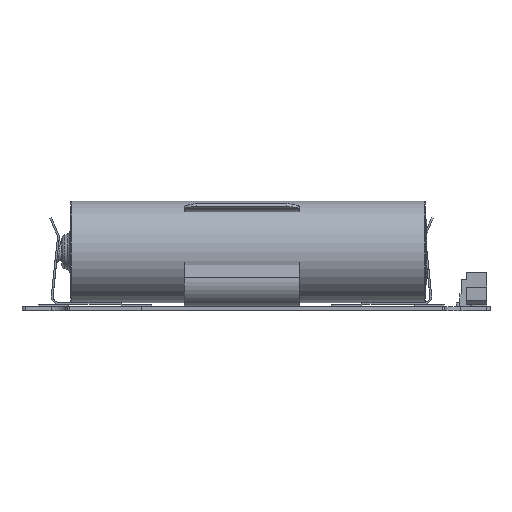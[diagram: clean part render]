
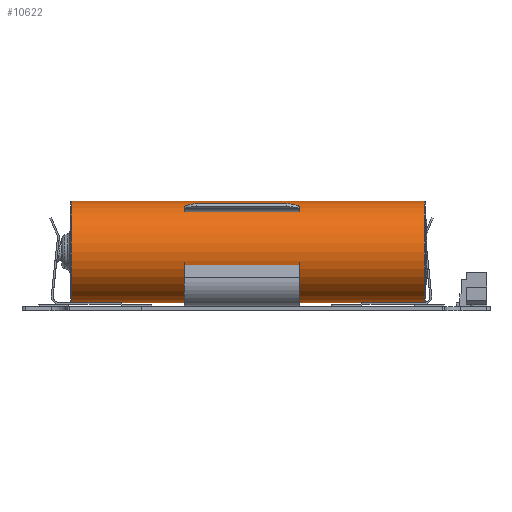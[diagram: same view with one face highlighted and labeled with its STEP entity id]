
A CAD part, left-side view. The second image highlights one B-rep face of the part: STEP entity #10622.
In plain terms, the highlighted cylindrical face has radius 7 mm (diameter 14 mm), a partial arc.
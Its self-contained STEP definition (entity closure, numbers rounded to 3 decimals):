
#9688 = VERTEX_POINT('',#9689);
#9689 = CARTESIAN_POINT('',(0.,0.3,-7.));
#9690 = VERTEX_POINT('',#9691);
#9691 = CARTESIAN_POINT('',(0.,0.3,7.));
#9711 = CYLINDRICAL_SURFACE('',#9712,7.);
#9712 = AXIS2_PLACEMENT_3D('',#9713,#9714,#9715);
#9713 = CARTESIAN_POINT('',(0.,0.,0.));
#9714 = DIRECTION('',(0.,-1.,0.));
#9715 = DIRECTION('',(0.,0.,-1.));
#9740 = TOROIDAL_SURFACE('',#9741,6.9,0.1);
#9741 = AXIS2_PLACEMENT_3D('',#9742,#9743,#9744);
#9742 = CARTESIAN_POINT('',(0.,0.3,0.));
#9743 = DIRECTION('',(0.,-1.,0.));
#9744 = DIRECTION('',(0.,0.,-1.));
#9806 = VERTEX_POINT('',#9807);
#9807 = CARTESIAN_POINT('',(0.,48.95,-7.));
#9808 = VERTEX_POINT('',#9809);
#9809 = CARTESIAN_POINT('',(0.,48.95,7.));
#9836 = EDGE_CURVE('',#9808,#9690,#9837,.T.);
#9837 = SURFACE_CURVE('',#9838,(#9842,#9849),.PCURVE_S1.);
#9838 = LINE('',#9839,#9840);
#9839 = CARTESIAN_POINT('',(0.,0.,7.));
#9840 = VECTOR('',#9841,1.);
#9841 = DIRECTION('',(0.,-1.,0.));
#9842 = PCURVE('',#9711,#9843);
#9843 = DEFINITIONAL_REPRESENTATION('',(#9844),#9848);
#9844 = LINE('',#9845,#9846);
#9845 = CARTESIAN_POINT('',(3.142,0.));
#9846 = VECTOR('',#9847,1.);
#9847 = DIRECTION('',(0.,1.));
#9848 = ( GEOMETRIC_REPRESENTATION_CONTEXT(2) 
PARAMETRIC_REPRESENTATION_CONTEXT() REPRESENTATION_CONTEXT('2D SPACE',''
  ) );
#9849 = PCURVE('',#9850,#9855);
#9850 = CYLINDRICAL_SURFACE('',#9851,7.);
#9851 = AXIS2_PLACEMENT_3D('',#9852,#9853,#9854);
#9852 = CARTESIAN_POINT('',(0.,0.,0.));
#9853 = DIRECTION('',(0.,-1.,0.));
#9854 = DIRECTION('',(0.,0.,-1.));
#9855 = DEFINITIONAL_REPRESENTATION('',(#9856),#9860);
#9856 = LINE('',#9857,#9858);
#9857 = CARTESIAN_POINT('',(3.142,0.));
#9858 = VECTOR('',#9859,1.);
#9859 = DIRECTION('',(0.,1.));
#9860 = ( GEOMETRIC_REPRESENTATION_CONTEXT(2) 
PARAMETRIC_REPRESENTATION_CONTEXT() REPRESENTATION_CONTEXT('2D SPACE',''
  ) );
#9863 = EDGE_CURVE('',#9806,#9688,#9864,.T.);
#9864 = SURFACE_CURVE('',#9865,(#9869,#9876),.PCURVE_S1.);
#9865 = LINE('',#9866,#9867);
#9866 = CARTESIAN_POINT('',(0.,0.,-7.));
#9867 = VECTOR('',#9868,1.);
#9868 = DIRECTION('',(0.,-1.,0.));
#9869 = PCURVE('',#9711,#9870);
#9870 = DEFINITIONAL_REPRESENTATION('',(#9871),#9875);
#9871 = LINE('',#9872,#9873);
#9872 = CARTESIAN_POINT('',(0.,0.));
#9873 = VECTOR('',#9874,1.);
#9874 = DIRECTION('',(0.,1.));
#9875 = ( GEOMETRIC_REPRESENTATION_CONTEXT(2) 
PARAMETRIC_REPRESENTATION_CONTEXT() REPRESENTATION_CONTEXT('2D SPACE',''
  ) );
#9876 = PCURVE('',#9850,#9877);
#9877 = DEFINITIONAL_REPRESENTATION('',(#9878),#9882);
#9878 = LINE('',#9879,#9880);
#9879 = CARTESIAN_POINT('',(6.283,0.));
#9880 = VECTOR('',#9881,1.);
#9881 = DIRECTION('',(0.,1.));
#9882 = ( GEOMETRIC_REPRESENTATION_CONTEXT(2) 
PARAMETRIC_REPRESENTATION_CONTEXT() REPRESENTATION_CONTEXT('2D SPACE',''
  ) );
#9933 = TOROIDAL_SURFACE('',#9934,6.9,0.1);
#9934 = AXIS2_PLACEMENT_3D('',#9935,#9936,#9937);
#9935 = CARTESIAN_POINT('',(0.,48.95,0.));
#9936 = DIRECTION('',(0.,-1.,0.));
#9937 = DIRECTION('',(0.,0.,-1.));
#10601 = EDGE_CURVE('',#9808,#9806,#10602,.T.);
#10602 = SURFACE_CURVE('',#10603,(#10608,#10615),.PCURVE_S1.);
#10603 = CIRCLE('',#10604,7.);
#10604 = AXIS2_PLACEMENT_3D('',#10605,#10606,#10607);
#10605 = CARTESIAN_POINT('',(0.,48.95,0.));
#10606 = DIRECTION('',(0.,-1.,0.));
#10607 = DIRECTION('',(0.,0.,-1.));
#10608 = PCURVE('',#9933,#10609);
#10609 = DEFINITIONAL_REPRESENTATION('',(#10610),#10614);
#10610 = LINE('',#10611,#10612);
#10611 = CARTESIAN_POINT('',(0.,6.283));
#10612 = VECTOR('',#10613,1.);
#10613 = DIRECTION('',(1.,0.));
#10614 = ( GEOMETRIC_REPRESENTATION_CONTEXT(2) 
PARAMETRIC_REPRESENTATION_CONTEXT() REPRESENTATION_CONTEXT('2D SPACE',''
  ) );
#10615 = PCURVE('',#9850,#10616);
#10616 = DEFINITIONAL_REPRESENTATION('',(#10617),#10621);
#10617 = LINE('',#10618,#10619);
#10618 = CARTESIAN_POINT('',(0.,-48.95));
#10619 = VECTOR('',#10620,1.);
#10620 = DIRECTION('',(1.,0.));
#10621 = ( GEOMETRIC_REPRESENTATION_CONTEXT(2) 
PARAMETRIC_REPRESENTATION_CONTEXT() REPRESENTATION_CONTEXT('2D SPACE',''
  ) );
#10622 = ADVANCED_FACE('',(#10623),#9850,.T.);
#10623 = FACE_BOUND('',#10624,.T.);
#10624 = EDGE_LOOP('',(#10625,#10626,#10627,#10628));
#10625 = ORIENTED_EDGE('',*,*,#9836,.F.);
#10626 = ORIENTED_EDGE('',*,*,#10601,.T.);
#10627 = ORIENTED_EDGE('',*,*,#9863,.T.);
#10628 = ORIENTED_EDGE('',*,*,#10629,.F.);
#10629 = EDGE_CURVE('',#9690,#9688,#10630,.T.);
#10630 = SURFACE_CURVE('',#10631,(#10636,#10643),.PCURVE_S1.);
#10631 = CIRCLE('',#10632,7.);
#10632 = AXIS2_PLACEMENT_3D('',#10633,#10634,#10635);
#10633 = CARTESIAN_POINT('',(0.,0.3,0.));
#10634 = DIRECTION('',(0.,-1.,0.));
#10635 = DIRECTION('',(0.,0.,-1.));
#10636 = PCURVE('',#9850,#10637);
#10637 = DEFINITIONAL_REPRESENTATION('',(#10638),#10642);
#10638 = LINE('',#10639,#10640);
#10639 = CARTESIAN_POINT('',(0.,-0.3));
#10640 = VECTOR('',#10641,1.);
#10641 = DIRECTION('',(1.,0.));
#10642 = ( GEOMETRIC_REPRESENTATION_CONTEXT(2) 
PARAMETRIC_REPRESENTATION_CONTEXT() REPRESENTATION_CONTEXT('2D SPACE',''
  ) );
#10643 = PCURVE('',#9740,#10644);
#10644 = DEFINITIONAL_REPRESENTATION('',(#10645),#10649);
#10645 = LINE('',#10646,#10647);
#10646 = CARTESIAN_POINT('',(0.,0.));
#10647 = VECTOR('',#10648,1.);
#10648 = DIRECTION('',(1.,0.));
#10649 = ( GEOMETRIC_REPRESENTATION_CONTEXT(2) 
PARAMETRIC_REPRESENTATION_CONTEXT() REPRESENTATION_CONTEXT('2D SPACE',''
  ) );
